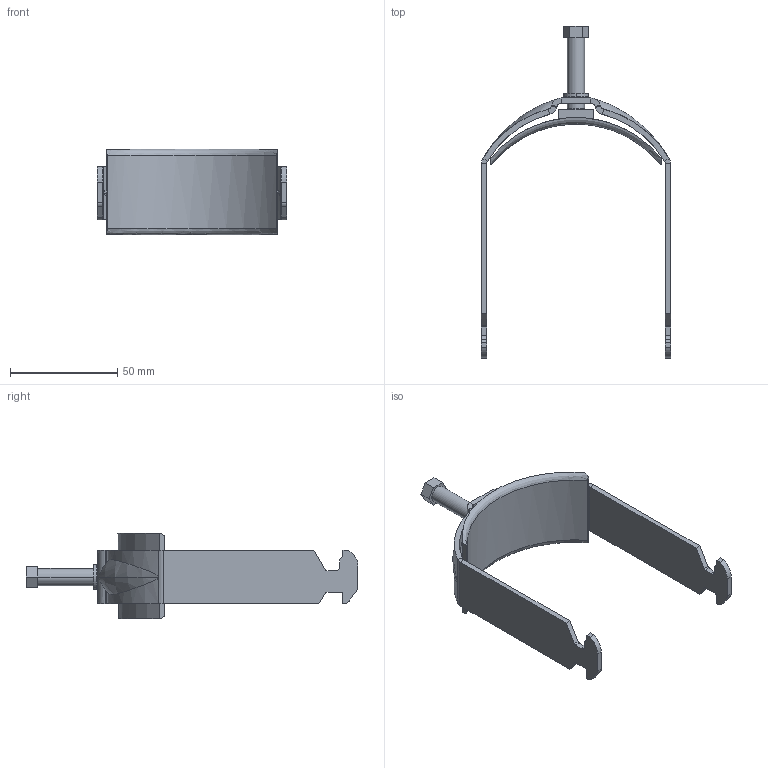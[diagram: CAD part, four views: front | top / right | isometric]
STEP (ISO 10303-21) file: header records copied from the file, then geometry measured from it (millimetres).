
FILE_DESCRIPTION (( 'STEP AP214' ), '1' );
FILE_NAME ('1160826.stp', '2017-03-13T08:34:23', ( '' ), ( '' ), 'SwSTEP 2.0', 'SolidWorks 2016', '' );
FILE_SCHEMA (( 'AUTOMOTIVE_DESIGN' ));
Length unit declared in the file: millimetre
Products named in the file (5): EB104-00-04_Standard; EB104-00-03_Druckschraube - M8 x 33; EB104-14-01_Standard; 1160826; EB104-14-02_Standard
Assembly tree (4 placements, depth 2):
  1160826
    EB104-14-01_Standard
    EB104-00-03_Druckschraube - M8 x 33
    EB104-00-04_Standard
    EB104-14-02_Standard
Bounding box: 88 x 154.5 x 40 mm (x, y, z)
Volume: 29833.7 mm3; surface area: 26009.6 mm2
Topology: 4 solids, 4 shells, 237 faces, 593 edges, 369 vertices
Faces by surface type: plane 159, cylinder 54, torus 14, cone 8, bspline 2
Entity records: 7916 total; most frequent: CARTESIAN_POINT 2111, ORIENTED_EDGE 1182, DIRECTION 1142, EDGE_CURVE 591, LINE 402, VECTOR 402, AXIS2_PLACEMENT_3D 370, VERTEX_POINT 369
